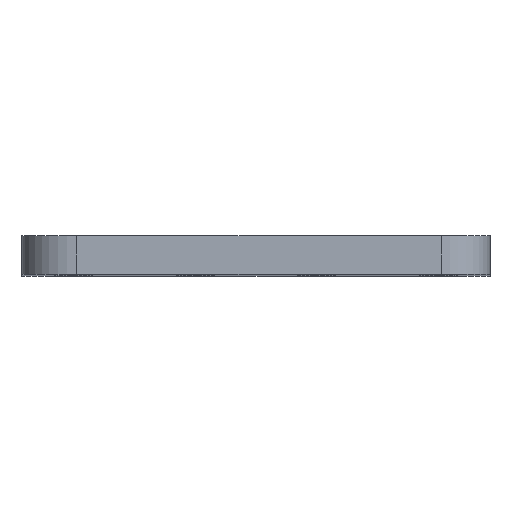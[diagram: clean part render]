
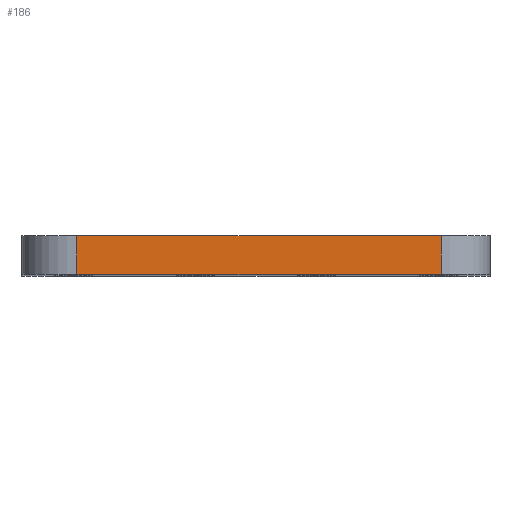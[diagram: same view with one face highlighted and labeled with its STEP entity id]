
A CAD part, top view. The second image highlights one B-rep face of the part: STEP entity #186.
In plain terms, the highlighted planar face has unit normal (0, 0, 1).
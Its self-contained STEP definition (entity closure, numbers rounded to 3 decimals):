
#147=CARTESIAN_POINT('',(249.5,552.474,369.715));
#148=DIRECTION('',(0.,0.,-1.));
#149=DIRECTION('',(1.,0.,0.));
#150=AXIS2_PLACEMENT_3D('',#147,#148,#149);
#151=PLANE('',#150);
#152=CARTESIAN_POINT('',(280.,558.774,369.715));
#153=VERTEX_POINT('',#152);
#154=CARTESIAN_POINT('',(220.,558.774,369.715));
#155=VERTEX_POINT('',#154);
#156=CARTESIAN_POINT('',(280.,558.774,369.715));
#157=DIRECTION('',(-1.,-0.,0.));
#158=VECTOR('',#157,60.);
#159=LINE('',#156,#158);
#160=EDGE_CURVE('',#153,#155,#159,.T.);
#161=ORIENTED_EDGE('',*,*,#160,.T.);
#162=CARTESIAN_POINT('',(220.,552.474,369.715));
#163=VERTEX_POINT('',#162);
#164=CARTESIAN_POINT('',(220.,558.774,369.715));
#165=DIRECTION('',(0.,-1.,0.));
#166=VECTOR('',#165,6.3);
#167=LINE('',#164,#166);
#168=EDGE_CURVE('',#155,#163,#167,.T.);
#169=ORIENTED_EDGE('',*,*,#168,.T.);
#170=CARTESIAN_POINT('',(280.,552.474,369.715));
#171=VERTEX_POINT('',#170);
#172=CARTESIAN_POINT('',(280.,552.474,369.715));
#173=DIRECTION('',(-1.,-0.,0.));
#174=VECTOR('',#173,60.);
#175=LINE('',#172,#174);
#176=EDGE_CURVE('',#171,#163,#175,.T.);
#177=ORIENTED_EDGE('',*,*,#176,.F.);
#178=CARTESIAN_POINT('',(280.,552.474,369.715));
#179=DIRECTION('',(-0.,1.,-0.));
#180=VECTOR('',#179,6.3);
#181=LINE('',#178,#180);
#182=EDGE_CURVE('',#171,#153,#181,.T.);
#183=ORIENTED_EDGE('',*,*,#182,.T.);
#184=EDGE_LOOP('',(#161,#169,#177,#183));
#185=FACE_BOUND('',#184,.T.);
#186=ADVANCED_FACE('',(#185),#151,.F.);
